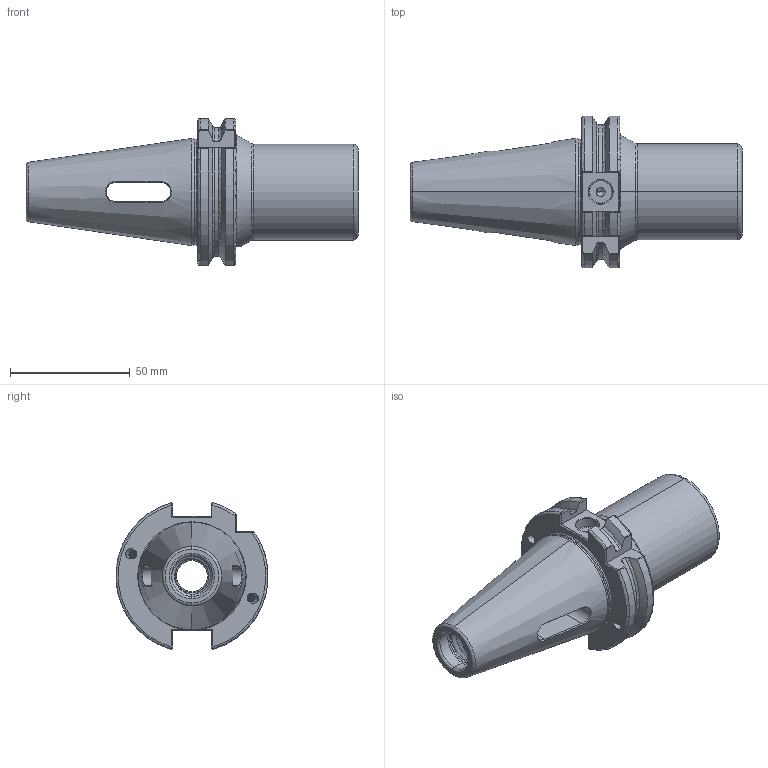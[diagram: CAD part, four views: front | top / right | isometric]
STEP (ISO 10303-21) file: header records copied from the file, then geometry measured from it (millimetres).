
FILE_DESCRIPTION (( 'STEP AP203' ), '1' );
FILE_NAME ('403.07.03.STEP', '2016-07-16T06:22:57', ( '' ), ( '' ), 'SwSTEP 2.0', 'SolidWorks 2012', '' );
FILE_SCHEMA (( 'CONFIG_CONTROL_DESIGN' ));
Length unit declared in the file: millimetre
Products named in the file (1): 403.07.03
Bounding box: 138.4 x 63.34 x 61.24 mm (x, y, z)
Volume: 131600.8 mm3; surface area: 33171.4 mm2
Topology: 1 solids, 1 shells, 258 faces, 685 edges, 420 vertices
Faces by surface type: cylinder 98, plane 53, cone 41, torus 37, bspline 29
Entity records: 16486 total; most frequent: CARTESIAN_POINT 10730, ORIENTED_EDGE 1350, DIRECTION 1006, EDGE_CURVE 675, VERTEX_POINT 420, AXIS2_PLACEMENT_3D 395, EDGE_LOOP 269, ADVANCED_FACE 258
